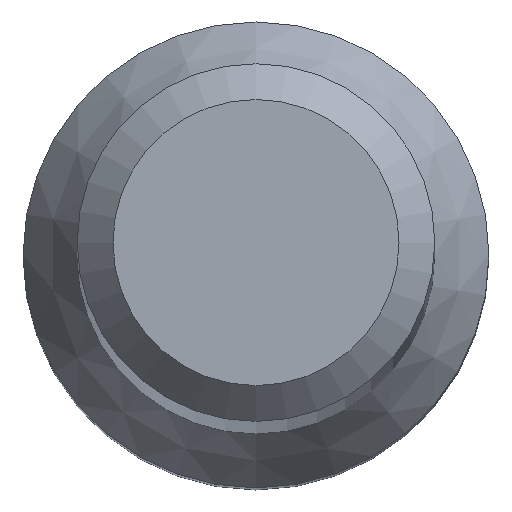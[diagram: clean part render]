
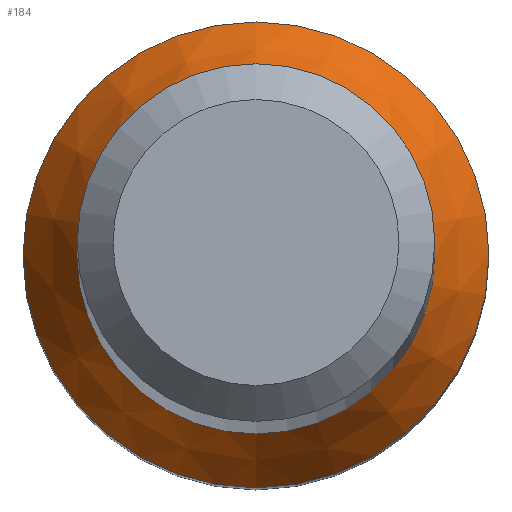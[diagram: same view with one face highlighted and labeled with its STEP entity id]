
A CAD part, top view. The second image highlights one B-rep face of the part: STEP entity #184.
In plain terms, the highlighted conical face has half-angle 30 degrees and reference radius 1.954 mm.
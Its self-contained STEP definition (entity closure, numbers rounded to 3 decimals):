
#1 = ORIENTED_EDGE ( 'NONE', *, *, #69, .T. ) ;
#21 = DIRECTION ( 'NONE',  ( 0., 1., 0. ) ) ;
#22 = CARTESIAN_POINT ( 'NONE',  ( 0., 1.5, 11.083 ) ) ;
#27 = EDGE_CURVE ( 'NONE', #194, #194, #47, .T. ) ;
#37 = DIRECTION ( 'NONE',  ( 0., 1., 0. ) ) ;
#47 = CIRCLE ( 'NONE', #206, 1.954 ) ;
#69 = EDGE_CURVE ( 'NONE', #121, #121, #101, .T. ) ;
#87 = ORIENTED_EDGE ( 'NONE', *, *, #27, .F. ) ;
#89 = DIRECTION ( 'NONE',  ( 0., 1., 0. ) ) ;
#101 = CIRCLE ( 'NONE', #145, 1.5 ) ;
#112 = EDGE_LOOP ( 'NONE', ( #1 ) ) ;
#115 = CARTESIAN_POINT ( 'NONE',  ( 0., 1.954, 10.296 ) ) ;
#121 = VERTEX_POINT ( 'NONE', #22 ) ;
#145 = AXIS2_PLACEMENT_3D ( 'NONE', #228, #174, #89 ) ;
#174 = DIRECTION ( 'NONE',  ( 0., 0., -1. ) ) ;
#177 = DIRECTION ( 'NONE',  ( 0., 0., -1. ) ) ;
#179 = CONICAL_SURFACE ( 'NONE', #219, 1.954, 0.524 ) ;
#180 = CARTESIAN_POINT ( 'NONE',  ( 0., 0., 10.296 ) ) ;
#184 = ADVANCED_FACE ( 'NONE', ( #212, #197 ), #179, .T. ) ;
#186 = CARTESIAN_POINT ( 'NONE',  ( 0., 0., 10.296 ) ) ;
#189 = EDGE_LOOP ( 'NONE', ( #87 ) ) ;
#194 = VERTEX_POINT ( 'NONE', #115 ) ;
#197 = FACE_OUTER_BOUND ( 'NONE', #189, .T. ) ;
#206 = AXIS2_PLACEMENT_3D ( 'NONE', #186, #227, #21 ) ;
#212 = FACE_BOUND ( 'NONE', #112, .T. ) ;
#219 = AXIS2_PLACEMENT_3D ( 'NONE', #180, #177, #37 ) ;
#227 = DIRECTION ( 'NONE',  ( 0., 0., -1. ) ) ;
#228 = CARTESIAN_POINT ( 'NONE',  ( 0., 0., 11.083 ) ) ;
